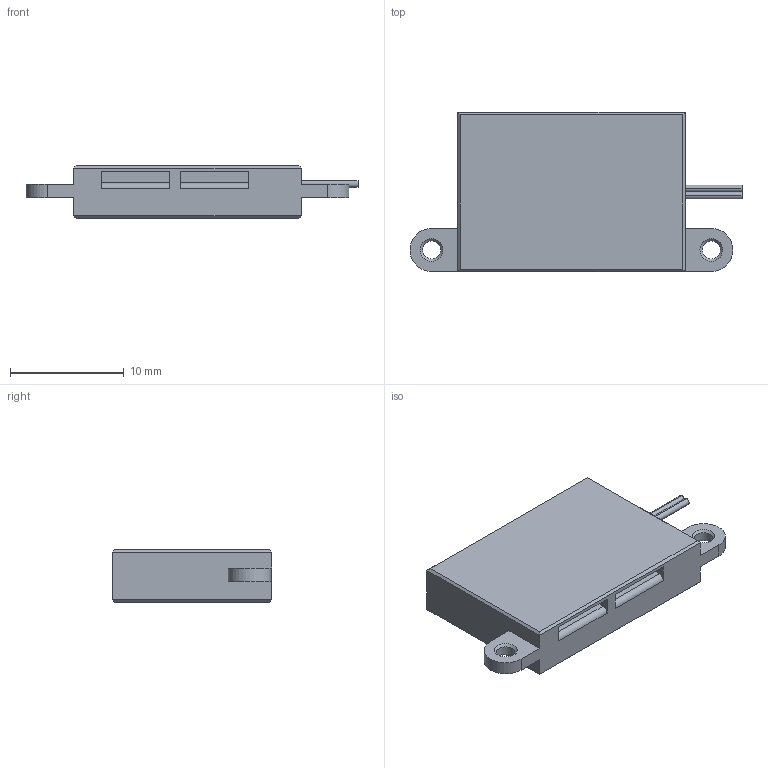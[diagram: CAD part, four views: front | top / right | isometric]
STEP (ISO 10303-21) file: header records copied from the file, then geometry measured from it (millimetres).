
FILE_DESCRIPTION(/* description */ ('','CAx-IF Rec.Pracs.---Representation and Presentation of Product Manufacturing Information (PMI)---4.0---2014-10-13'),/* implementation_level */ '2;1');
FILE_NAME(/* name */ 'LLM_Module_Speaker.step',/* time_stamp */ '2025-02-03T21:52:59+09:00',/* author */ (''),/* organization */ (''),/* preprocessor_version */ 'ST-DEVELOPER v20',/* originating_system */ 'Autodesk Translation Framework v13.20.0.188',/* authorisation */ '');
FILE_SCHEMA (('AP242_MANAGED_MODEL_BASED_3D_ENGINEERING_MIM_LF { 1 0 10303 442 1 1 4 }'));
Length unit declared in the file: millimetre
Products named in the file (1): LLM_Module_Speaker
Bounding box: 29.2 x 14 x 4.6 mm (x, y, z)
Volume: 1160.8 mm3; surface area: 1314.1 mm2
Topology: 3 solids, 3 shells, 48 faces, 108 edges, 68 vertices
Faces by surface type: plane 34, cylinder 10, cone 4
Full cylindrical faces by diameter (mm): 1.6 x2
Entity records: 1359 total; most frequent: DIRECTION 230, CARTESIAN_POINT 225, ORIENTED_EDGE 216, EDGE_CURVE 108, LINE 84, VECTOR 84, AXIS2_PLACEMENT_3D 73, VERTEX_POINT 68
